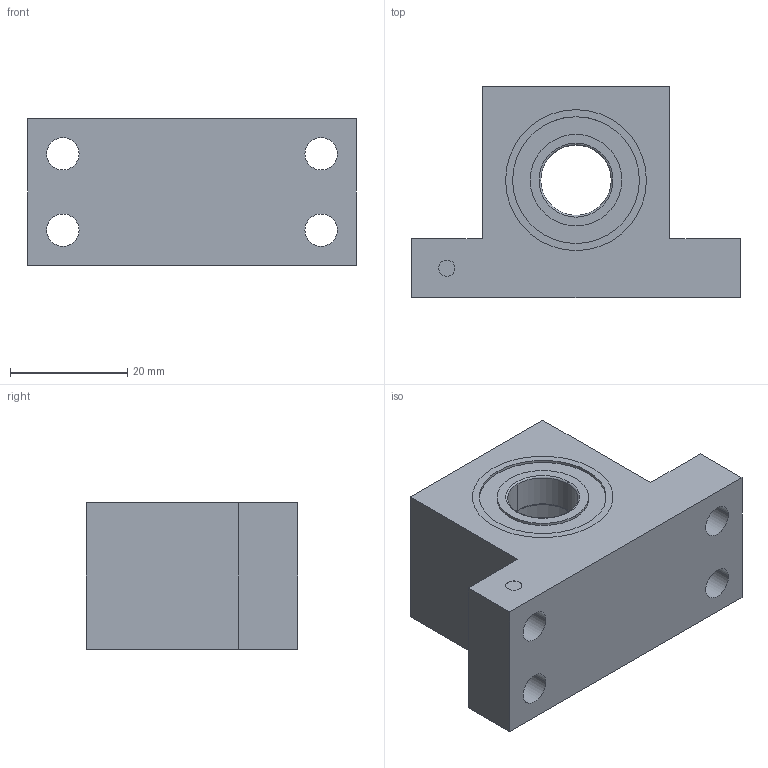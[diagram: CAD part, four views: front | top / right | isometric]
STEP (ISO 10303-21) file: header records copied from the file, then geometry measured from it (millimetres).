
FILE_DESCRIPTION( ( '' ), '1' );
FILE_NAME( 'BSHWB6901ZZ-25-20.stp', '2020-11-08T11:48:06', ( '' ), ( '' ), ' ', ' ', ' ' );
FILE_SCHEMA( ( 'CONFIG_CONTROL_DESIGN' ) );
Length unit declared in the file: millimetre
Products named in the file (3): 1; 2; 3
Bounding box: 56 x 36 x 25 mm (x, y, z)
Volume: 27668.3 mm3; surface area: 11840.9 mm2
Topology: 3 solids, 3 shells, 77 faces, 186 edges, 126 vertices
Faces by surface type: cylinder 40, plane 25, torus 12
Entity records: 2490 total; most frequent: DIRECTION 468, CARTESIAN_POINT 392, ORIENTED_EDGE 372, AXIS2_PLACEMENT_3D 202, EDGE_CURVE 186, VERTEX_POINT 126, CIRCLE 122, EDGE_LOOP 102
